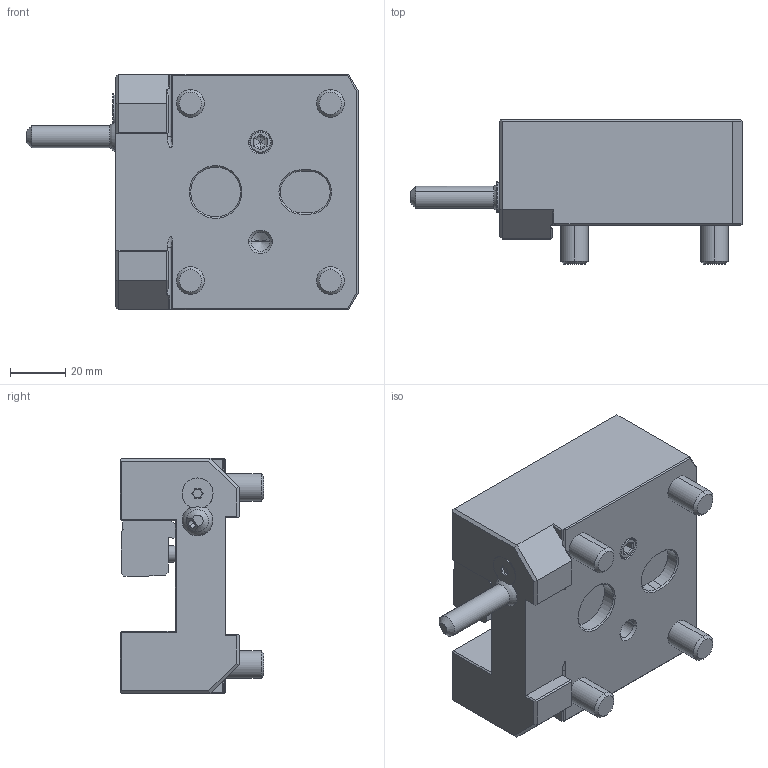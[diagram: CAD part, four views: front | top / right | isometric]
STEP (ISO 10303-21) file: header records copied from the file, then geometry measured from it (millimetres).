
FILE_DESCRIPTION((''),'2;1');
FILE_NAME('NGT_F_20_38_HA','2021-10-15T',('vali'),('NOVA GRUP'),'PRO/ENGINEER BY PARAMETRIC TECHNOLOGY CORPORATION, 2010280','PRO/ENGINEER BY PARAMETRIC TECHNOLOGY CORPORATION, 2010280','');
FILE_SCHEMA(('CONFIG_CONTROL_DESIGN'));
Length unit declared in the file: millimetre
Products named in the file (1): NGT_F_20_38_HA
Bounding box: 119.89 x 52 x 85 mm (x, y, z)
Volume: 234964.1 mm3; surface area: 35989.4 mm2
Topology: 1 solids, 1 shells, 198 faces, 492 edges, 298 vertices
Faces by surface type: plane 120, cylinder 41, cone 27, bspline 6, torus 2, sphere 2
Entity records: 6136 total; most frequent: CARTESIAN_POINT 1483, ORIENTED_EDGE 968, DIRECTION 915, EDGE_CURVE 484, VECTOR 345, LINE 345, VERTEX_POINT 298, AXIS2_PLACEMENT_3D 285
